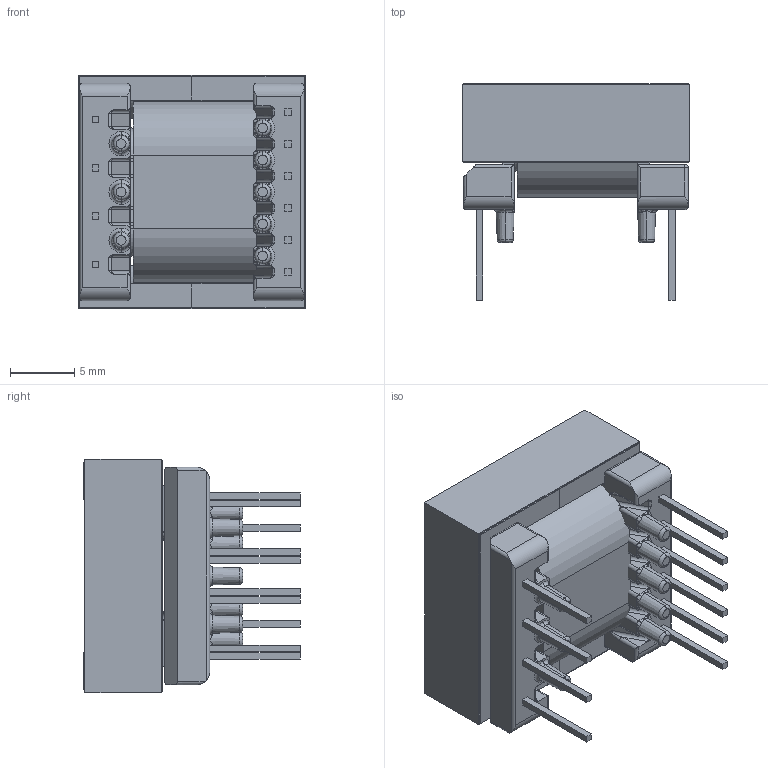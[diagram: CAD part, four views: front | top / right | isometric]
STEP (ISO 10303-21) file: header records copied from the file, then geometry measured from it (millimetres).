
FILE_DESCRIPTION (( 'STEP AP214' ), '1' );
FILE_NAME ('EPC17_5620.STEP', '2019-01-31T20:02:18', ( '' ), ( '' ), 'SwSTEP 2.0', 'SolidWorks 2017', '' );
FILE_SCHEMA (( 'AUTOMOTIVE_DESIGN' ));
Length unit declared in the file: millimetre
Products named in the file (5): 070-5620_coil; 070-5620_6A; EPC17_5620; 440-9990-2884; 150-2884_6A
Assembly tree (5 placements, depth 2):
  EPC17_5620
    070-5620_6A
    070-5620_coil
    150-2884_6A  x2
    440-9990-2884
Bounding box: 17.66 x 16.87 x 18.2 mm (x, y, z)
Volume: 2566.2 mm3; surface area: 4410 mm2
Topology: 5 solids, 5 shells, 484 faces, 1210 edges, 717 vertices
Faces by surface type: plane 166, cylinder 145, bspline 85, torus 68, cone 16, sphere 4
Entity records: 16025 total; most frequent: CARTESIAN_POINT 5044, ORIENTED_EDGE 2238, DIRECTION 2071, EDGE_CURVE 1119, AXIS2_PLACEMENT_3D 771, VERTEX_POINT 675, VECTOR 529, LINE 529
